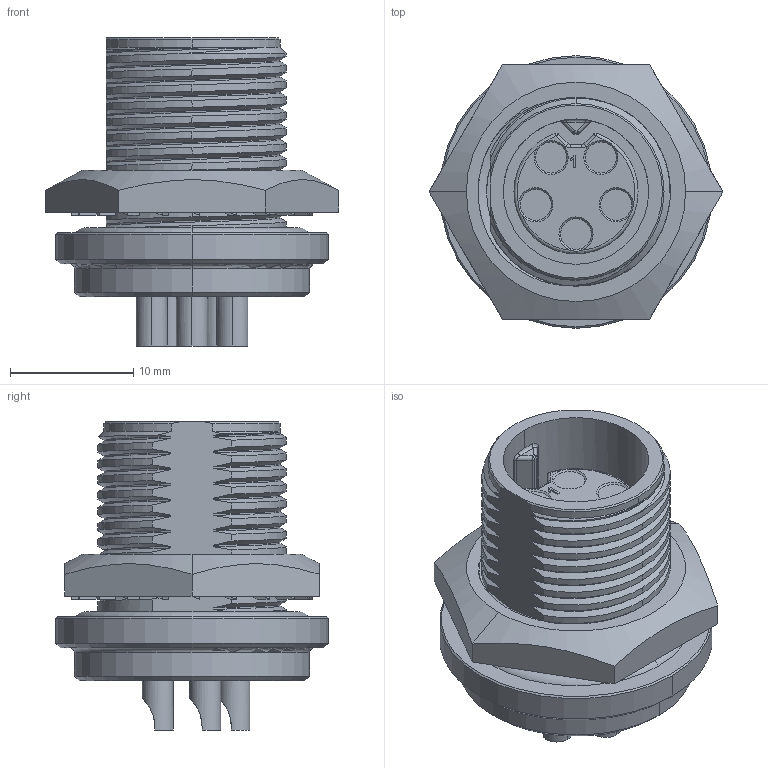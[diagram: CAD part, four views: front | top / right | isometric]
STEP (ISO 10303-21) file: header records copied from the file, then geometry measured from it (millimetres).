
FILE_DESCRIPTION (( 'STEP AP203' ), '1' );
FILE_NAME ('SF7382-5SG-3ES.STEP', '2015-11-18T15:49:07', ( '' ), ( '' ), 'SwSTEP 2.0', 'SolidWorks 2014', '' );
FILE_SCHEMA (( 'CONFIG_CONTROL_DESIGN' ));
Length unit declared in the file: millimetre
Products named in the file (2): SF7382-5SG-3ES
Bounding box: 23.82 x 22.1 x 24.97 mm (x, y, z)
Volume: 4415.6 mm3; surface area: 3699.8 mm2
Topology: 2 solids, 2 shells, 354 faces, 882 edges, 561 vertices
Faces by surface type: plane 185, cylinder 82, bspline 43, cone 31, torus 9, sphere 4
Entity records: 26046 total; most frequent: CARTESIAN_POINT 18031, ORIENTED_EDGE 1758, DIRECTION 1451, EDGE_CURVE 879, VERTEX_POINT 561, LINE 527, VECTOR 527, AXIS2_PLACEMENT_3D 462
